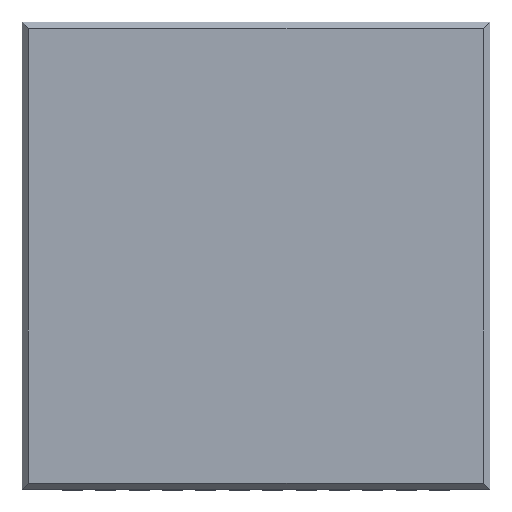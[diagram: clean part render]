
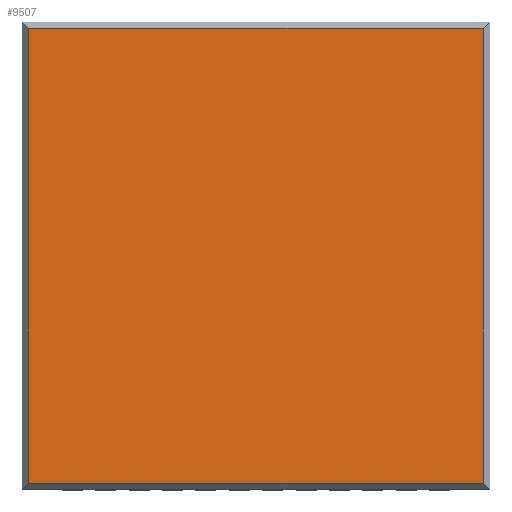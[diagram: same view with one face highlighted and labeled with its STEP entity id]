
A CAD part, top view. The second image highlights one B-rep face of the part: STEP entity #9507.
In plain terms, the highlighted planar face has unit normal (0, 0, 1).
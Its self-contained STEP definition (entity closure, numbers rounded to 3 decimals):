
#530=FACE_OUTER_BOUND('',#1025,.T.);
#1025=EDGE_LOOP('',(#7286,#7287,#7288,#7289));
#2050=LINE('',#14589,#3234);
#2054=LINE('',#14597,#3238);
#2057=LINE('',#14603,#3241);
#2061=LINE('',#14609,#3245);
#3234=VECTOR('',#11930,1.);
#3238=VECTOR('',#11936,1.);
#3241=VECTOR('',#11941,1.);
#3245=VECTOR('',#11947,1.);
#4222=VERTEX_POINT('',#14587);
#4223=VERTEX_POINT('',#14588);
#4226=VERTEX_POINT('',#14596);
#4228=VERTEX_POINT('',#14602);
#5302=EDGE_CURVE('',#4222,#4223,#2050,.T.);
#5306=EDGE_CURVE('',#4223,#4226,#2054,.T.);
#5309=EDGE_CURVE('',#4226,#4228,#2057,.T.);
#5313=EDGE_CURVE('',#4228,#4222,#2061,.T.);
#7286=ORIENTED_EDGE('',*,*,#5302,.F.);
#7287=ORIENTED_EDGE('',*,*,#5313,.F.);
#7288=ORIENTED_EDGE('',*,*,#5309,.F.);
#7289=ORIENTED_EDGE('',*,*,#5306,.F.);
#8541=PLANE('',#10076);
#9507=ADVANCED_FACE('',(#530),#8541,.T.);
#10076=AXIS2_PLACEMENT_3D('',#14656,#11993,#11994);
#11930=DIRECTION('',(0.,-1.,0.));
#11936=DIRECTION('',(-1.,0.,0.));
#11941=DIRECTION('',(0.,1.,0.));
#11947=DIRECTION('',(1.,0.,0.));
#11993=DIRECTION('center_axis',(0.,0.,1.));
#11994=DIRECTION('ref_axis',(-1.,0.,0.));
#14587=CARTESIAN_POINT('',(3.403,3.405,1.));
#14588=CARTESIAN_POINT('',(3.403,-3.403,1.));
#14589=CARTESIAN_POINT('',(3.403,0.001,1.));
#14596=CARTESIAN_POINT('',(-3.405,-3.403,1.));
#14597=CARTESIAN_POINT('',(-3.5,-3.403,1.));
#14602=CARTESIAN_POINT('',(-3.405,3.405,1.));
#14603=CARTESIAN_POINT('',(-3.405,3.5,1.));
#14609=CARTESIAN_POINT('',(-0.001,3.405,1.));
#14656=CARTESIAN_POINT('Origin',(-3.5,3.5,1.));
